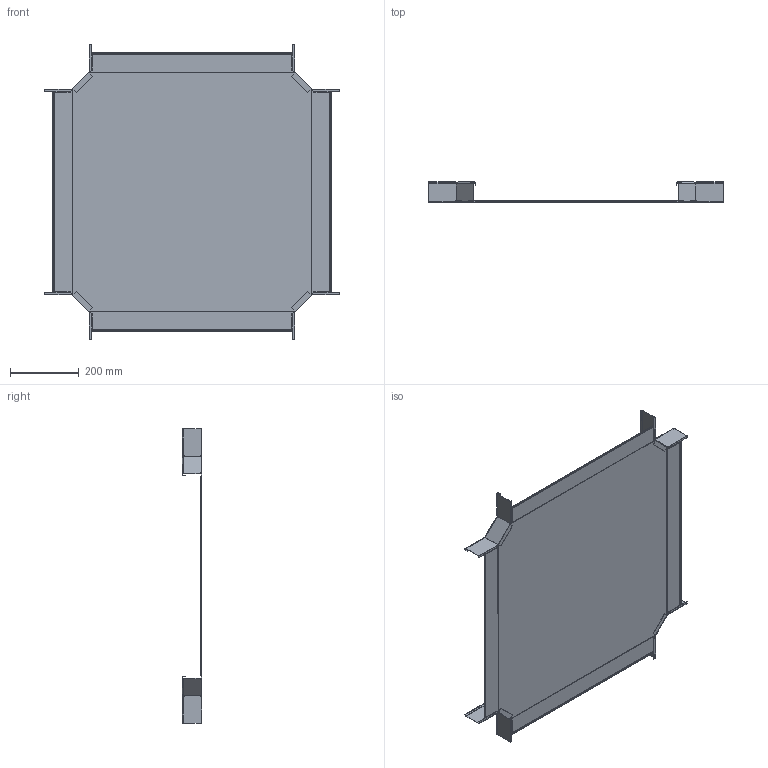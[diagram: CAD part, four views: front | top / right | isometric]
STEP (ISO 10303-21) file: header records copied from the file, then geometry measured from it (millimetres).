
FILE_DESCRIPTION (( 'STEP AP214' ), '1' );
FILE_NAME ('7027421.STEP', '2025-03-13T12:56:04', ( '' ), ( '' ), 'SwSTEP 2.0', 'SolidWorks 2024', '' );
FILE_SCHEMA (( 'AUTOMOTIVE_DESIGN' ));
Length unit declared in the file: millimetre
Products named in the file (3): 7027421; 171992_600; 167655_60x90°
Assembly tree (5 placements, depth 2):
  7027421
    171992_600
    167655_60x90°  x4
Bounding box: 853.97 x 57 x 853.97 mm (x, y, z)
Volume: 702169.5 mm3; surface area: 1376868.7 mm2
Topology: 5 solids, 5 shells, 370 faces, 984 edges, 624 vertices
Faces by surface type: plane 266, cylinder 72, bspline 32
Entity records: 5632 total; most frequent: CARTESIAN_POINT 1680, ORIENTED_EDGE 888, DIRECTION 680, EDGE_CURVE 444, VERTEX_POINT 288, LINE 272, VECTOR 272, AXIS2_PLACEMENT_3D 204
